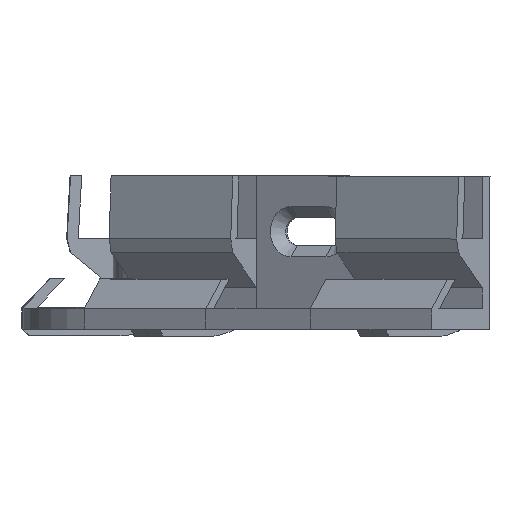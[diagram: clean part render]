
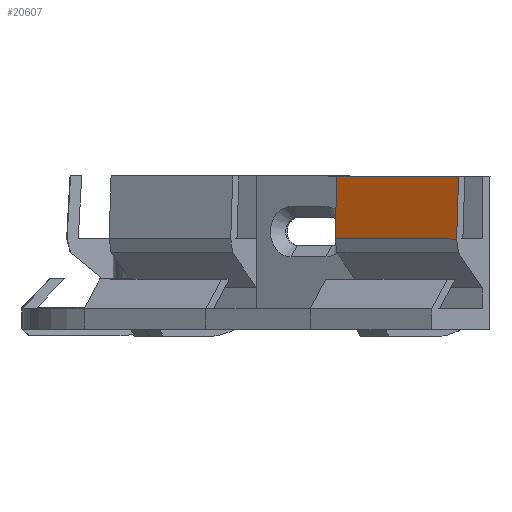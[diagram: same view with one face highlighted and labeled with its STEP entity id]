
A CAD part, left-side view. The second image highlights one B-rep face of the part: STEP entity #20607.
In plain terms, the highlighted face is planar.
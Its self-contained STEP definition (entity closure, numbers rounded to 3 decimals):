
#18712 = PLANE('',#18713);
#18713 = AXIS2_PLACEMENT_3D('',#18714,#18715,#18716);
#18714 = CARTESIAN_POINT('',(-10.5,5.766,9.503));
#18715 = DIRECTION('',(-1.,0.,0.));
#18716 = DIRECTION('',(0.,0.,1.));
#19146 = PLANE('',#19147);
#19147 = AXIS2_PLACEMENT_3D('',#19148,#19149,#19150);
#19148 = CARTESIAN_POINT('',(10.5,5.766,9.503));
#19149 = DIRECTION('',(-1.,0.,0.));
#19150 = DIRECTION('',(0.,0.,1.));
#19406 = VERTEX_POINT('',#19407);
#19407 = CARTESIAN_POINT('',(-10.5,8.1,22.));
#19421 = PLANE('',#19422);
#19422 = AXIS2_PLACEMENT_3D('',#19423,#19424,#19425);
#19423 = CARTESIAN_POINT('',(0.,6.5,22.));
#19424 = DIRECTION('',(0.,0.,-1.));
#19425 = DIRECTION('',(0.,1.,0.));
#19433 = EDGE_CURVE('',#19406,#19434,#19436,.T.);
#19434 = VERTEX_POINT('',#19435);
#19435 = CARTESIAN_POINT('',(-10.5,8.6,13.));
#19436 = SURFACE_CURVE('',#19437,(#19441,#19448),.PCURVE_S1.);
#19437 = LINE('',#19438,#19439);
#19438 = CARTESIAN_POINT('',(-10.5,8.1,22.));
#19439 = VECTOR('',#19440,1.);
#19440 = DIRECTION('',(0.,0.055,-0.998));
#19441 = PCURVE('',#18712,#19442);
#19442 = DEFINITIONAL_REPRESENTATION('',(#19443),#19447);
#19443 = LINE('',#19444,#19445);
#19444 = CARTESIAN_POINT('',(12.497,2.334));
#19445 = VECTOR('',#19446,1.);
#19446 = DIRECTION('',(-0.998,0.055));
#19447 = ( GEOMETRIC_REPRESENTATION_CONTEXT(2) 
PARAMETRIC_REPRESENTATION_CONTEXT() REPRESENTATION_CONTEXT('2D SPACE',''
  ) );
#19448 = PCURVE('',#19449,#19454);
#19449 = PLANE('',#19450);
#19450 = AXIS2_PLACEMENT_3D('',#19451,#19452,#19453);
#19451 = CARTESIAN_POINT('',(0.,8.1,22.));
#19452 = DIRECTION('',(-0.,-0.998,-0.055));
#19453 = DIRECTION('',(0.,0.055,-0.998));
#19454 = DEFINITIONAL_REPRESENTATION('',(#19455),#19459);
#19455 = LINE('',#19456,#19457);
#19456 = CARTESIAN_POINT('',(0.,-10.5));
#19457 = VECTOR('',#19458,1.);
#19458 = DIRECTION('',(1.,0.));
#19459 = ( GEOMETRIC_REPRESENTATION_CONTEXT(2) 
PARAMETRIC_REPRESENTATION_CONTEXT() REPRESENTATION_CONTEXT('2D SPACE',''
  ) );
#19477 = PLANE('',#19478);
#19478 = AXIS2_PLACEMENT_3D('',#19479,#19480,#19481);
#19479 = CARTESIAN_POINT('',(0.,8.6,13.));
#19480 = DIRECTION('',(0.,-0.97,0.243));
#19481 = DIRECTION('',(-0.,-0.243,-0.97));
#20252 = VERTEX_POINT('',#20253);
#20253 = CARTESIAN_POINT('',(10.5,8.1,22.));
#20274 = EDGE_CURVE('',#20252,#20275,#20277,.T.);
#20275 = VERTEX_POINT('',#20276);
#20276 = CARTESIAN_POINT('',(10.5,8.6,13.));
#20277 = SURFACE_CURVE('',#20278,(#20282,#20289),.PCURVE_S1.);
#20278 = LINE('',#20279,#20280);
#20279 = CARTESIAN_POINT('',(10.5,8.1,22.));
#20280 = VECTOR('',#20281,1.);
#20281 = DIRECTION('',(0.,0.055,-0.998));
#20282 = PCURVE('',#19146,#20283);
#20283 = DEFINITIONAL_REPRESENTATION('',(#20284),#20288);
#20284 = LINE('',#20285,#20286);
#20285 = CARTESIAN_POINT('',(12.497,2.334));
#20286 = VECTOR('',#20287,1.);
#20287 = DIRECTION('',(-0.998,0.055));
#20288 = ( GEOMETRIC_REPRESENTATION_CONTEXT(2) 
PARAMETRIC_REPRESENTATION_CONTEXT() REPRESENTATION_CONTEXT('2D SPACE',''
  ) );
#20289 = PCURVE('',#19449,#20290);
#20290 = DEFINITIONAL_REPRESENTATION('',(#20291),#20295);
#20291 = LINE('',#20292,#20293);
#20292 = CARTESIAN_POINT('',(0.,10.5));
#20293 = VECTOR('',#20294,1.);
#20294 = DIRECTION('',(1.,0.));
#20295 = ( GEOMETRIC_REPRESENTATION_CONTEXT(2) 
PARAMETRIC_REPRESENTATION_CONTEXT() REPRESENTATION_CONTEXT('2D SPACE',''
  ) );
#20585 = EDGE_CURVE('',#20252,#19406,#20586,.T.);
#20586 = SURFACE_CURVE('',#20587,(#20591,#20598),.PCURVE_S1.);
#20587 = LINE('',#20588,#20589);
#20588 = CARTESIAN_POINT('',(10.5,8.1,22.));
#20589 = VECTOR('',#20590,1.);
#20590 = DIRECTION('',(-1.,0.,0.));
#20591 = PCURVE('',#19421,#20592);
#20592 = DEFINITIONAL_REPRESENTATION('',(#20593),#20597);
#20593 = LINE('',#20594,#20595);
#20594 = CARTESIAN_POINT('',(1.6,10.5));
#20595 = VECTOR('',#20596,1.);
#20596 = DIRECTION('',(0.,-1.));
#20597 = ( GEOMETRIC_REPRESENTATION_CONTEXT(2) 
PARAMETRIC_REPRESENTATION_CONTEXT() REPRESENTATION_CONTEXT('2D SPACE',''
  ) );
#20598 = PCURVE('',#19449,#20599);
#20599 = DEFINITIONAL_REPRESENTATION('',(#20600),#20604);
#20600 = LINE('',#20601,#20602);
#20601 = CARTESIAN_POINT('',(0.,10.5));
#20602 = VECTOR('',#20603,1.);
#20603 = DIRECTION('',(0.,-1.));
#20604 = ( GEOMETRIC_REPRESENTATION_CONTEXT(2) 
PARAMETRIC_REPRESENTATION_CONTEXT() REPRESENTATION_CONTEXT('2D SPACE',''
  ) );
#20607 = ADVANCED_FACE('',(#20608),#19449,.F.);
#20608 = FACE_BOUND('',#20609,.F.);
#20609 = EDGE_LOOP('',(#20610,#20611,#20632,#20633));
#20610 = ORIENTED_EDGE('',*,*,#19433,.T.);
#20611 = ORIENTED_EDGE('',*,*,#20612,.F.);
#20612 = EDGE_CURVE('',#20275,#19434,#20613,.T.);
#20613 = SURFACE_CURVE('',#20614,(#20618,#20625),.PCURVE_S1.);
#20614 = LINE('',#20615,#20616);
#20615 = CARTESIAN_POINT('',(10.5,8.6,13.));
#20616 = VECTOR('',#20617,1.);
#20617 = DIRECTION('',(-1.,0.,0.));
#20618 = PCURVE('',#19449,#20619);
#20619 = DEFINITIONAL_REPRESENTATION('',(#20620),#20624);
#20620 = LINE('',#20621,#20622);
#20621 = CARTESIAN_POINT('',(9.014,10.5));
#20622 = VECTOR('',#20623,1.);
#20623 = DIRECTION('',(0.,-1.));
#20624 = ( GEOMETRIC_REPRESENTATION_CONTEXT(2) 
PARAMETRIC_REPRESENTATION_CONTEXT() REPRESENTATION_CONTEXT('2D SPACE',''
  ) );
#20625 = PCURVE('',#19477,#20626);
#20626 = DEFINITIONAL_REPRESENTATION('',(#20627),#20631);
#20627 = LINE('',#20628,#20629);
#20628 = CARTESIAN_POINT('',(-0.,10.5));
#20629 = VECTOR('',#20630,1.);
#20630 = DIRECTION('',(0.,-1.));
#20631 = ( GEOMETRIC_REPRESENTATION_CONTEXT(2) 
PARAMETRIC_REPRESENTATION_CONTEXT() REPRESENTATION_CONTEXT('2D SPACE',''
  ) );
#20632 = ORIENTED_EDGE('',*,*,#20274,.F.);
#20633 = ORIENTED_EDGE('',*,*,#20585,.T.);
